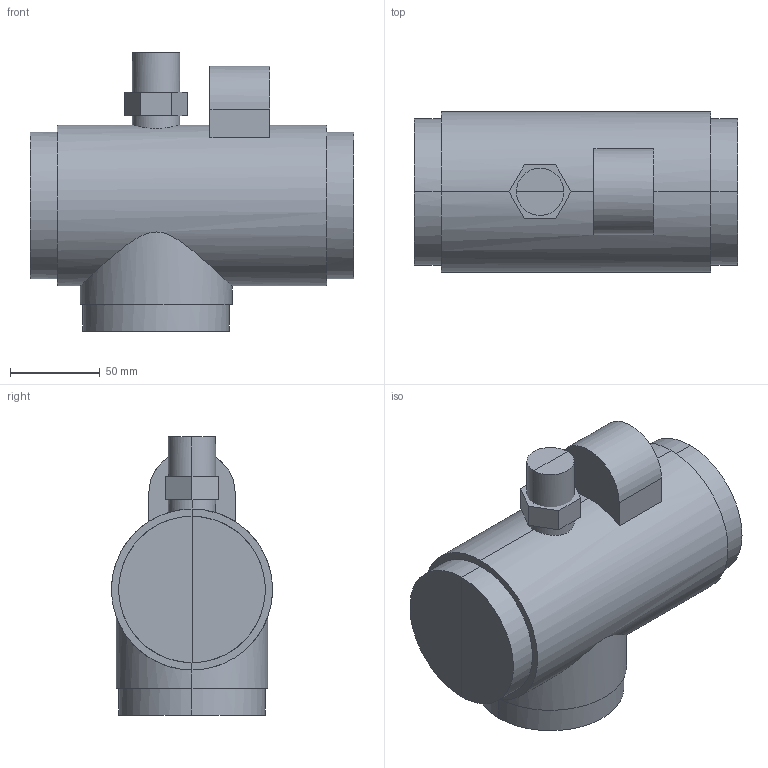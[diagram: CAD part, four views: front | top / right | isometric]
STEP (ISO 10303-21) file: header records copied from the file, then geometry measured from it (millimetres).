
FILE_DESCRIPTION(('CATIA V5 STEP Exchange','CAx-IF Rec.Pracs.--- Model Styling and Organization---1.5--- 2016-08-15','CAx-IF Rec.Pracs.---Supplemental Geometry---1.0---2011-11-01','CAx-IF Rec.Pracs.--- Composite Materials ---3.4---2017-06-13','CAx-IF Rec.Pracs.---Tessellated 3D Geometry---1.0---2015-12-17'),'2;1');
FILE_NAME('STEP_524900_-_TST.stp','2023-10-13T10:45:46+00:00',('none'),('none'),'CATIA Version 5-6 Release 2020 SP5','CATIA V5 STEP AP242 v2','none');
FILE_SCHEMA(('AP242_MANAGED_MODEL_BASED_3D_ENGINEERING_MIM_LF {1 0 10303 442 1 1 4}'));
Length unit declared in the file: millimetre
Products named in the file (1): 524900 - TST
Bounding box: 180 x 89.46 x 155 mm (x, y, z)
Volume: 1354106.9 mm3; surface area: 84870.2 mm2
Topology: 4 solids, 4 shells, 51 faces, 97 edges, 54 vertices
Faces by surface type: plane 34, cylinder 17
Entity records: 1550 total; most frequent: CARTESIAN_POINT 726, ORIENTED_EDGE 194, DIRECTION 102, EDGE_CURVE 97, B_SPLINE_CURVE_WITH_KNOTS 85, VERTEX_POINT 54, AXIS2_PLACEMENT_3D 52, EDGE_LOOP 51
